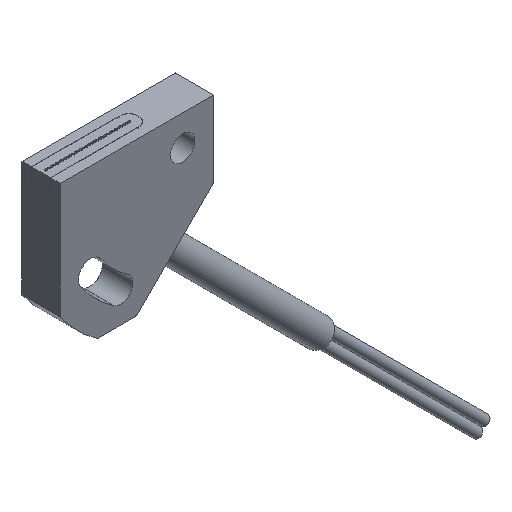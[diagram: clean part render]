
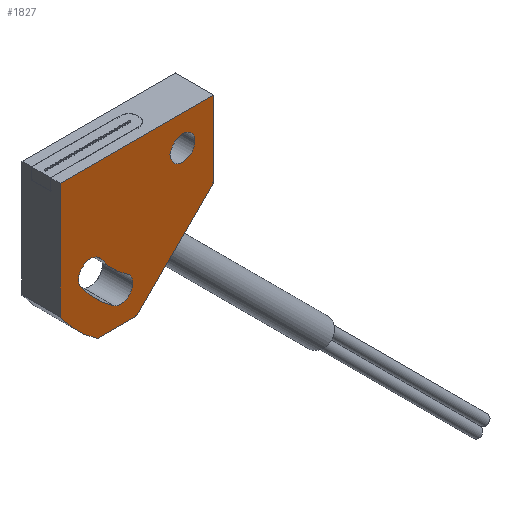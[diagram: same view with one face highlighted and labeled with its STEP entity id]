
A CAD part, isometric view. The second image highlights one B-rep face of the part: STEP entity #1827.
In plain terms, the highlighted planar face has unit normal (0, -1, 0).
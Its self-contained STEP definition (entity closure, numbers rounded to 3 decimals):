
#20 = CARTESIAN_POINT ( 'NONE',  ( -4.691, 0., -1.211 ) ) ;
#87 = VECTOR ( 'NONE', #2943, 1000. ) ;
#117 = DIRECTION ( 'NONE',  ( 1., 0., 0. ) ) ;
#120 = FACE_BOUND ( 'NONE', #1253, .T. ) ;
#123 = DIRECTION ( 'NONE',  ( 0., 1., 0. ) ) ;
#156 = CARTESIAN_POINT ( 'NONE',  ( -10., 0., -5.147 ) ) ;
#163 = VERTEX_POINT ( 'NONE', #3618 ) ;
#225 = ORIENTED_EDGE ( 'NONE', *, *, #3247, .T. ) ;
#235 = CARTESIAN_POINT ( 'NONE',  ( -0.506, 0., -6.017 ) ) ;
#266 = ORIENTED_EDGE ( 'NONE', *, *, #1757, .T. ) ;
#398 = PLANE ( 'NONE',  #2311 ) ;
#414 = EDGE_CURVE ( 'NONE', #974, #792, #523, .T. ) ;
#423 = CARTESIAN_POINT ( 'NONE',  ( 0., 0., 0. ) ) ;
#437 = VERTEX_POINT ( 'NONE', #1763 ) ;
#440 = DIRECTION ( 'NONE',  ( 0., 1., 0. ) ) ;
#445 = CARTESIAN_POINT ( 'NONE',  ( 10., 0., 0. ) ) ;
#472 = CARTESIAN_POINT ( 'NONE',  ( -6.017, 0., -2.106 ) ) ;
#523 = CIRCLE ( 'NONE', #709, 1.6 ) ;
#572 = AXIS2_PLACEMENT_3D ( 'NONE', #472, #2842, #3810 ) ;
#628 = CARTESIAN_POINT ( 'NONE',  ( -7.344, 0., -3.001 ) ) ;
#671 = LINE ( 'NONE', #3088, #2028 ) ;
#673 = ORIENTED_EDGE ( 'NONE', *, *, #708, .F. ) ;
#701 = CARTESIAN_POINT ( 'NONE',  ( 6., 0., 6. ) ) ;
#708 = EDGE_CURVE ( 'NONE', #3481, #3809, #2869, .T. ) ;
#709 = AXIS2_PLACEMENT_3D ( 'NONE', #1567, #2783, #2490 ) ;
#717 = DIRECTION ( 'NONE',  ( -1., 0., 0. ) ) ;
#763 = FACE_BOUND ( 'NONE', #1073, .T. ) ;
#792 = VERTEX_POINT ( 'NONE', #3495 ) ;
#815 = CIRCLE ( 'NONE', #2216, 16.096 ) ;
#866 = LINE ( 'NONE', #3322, #87 ) ;
#878 = AXIS2_PLACEMENT_3D ( 'NONE', #1687, #3207, #1987 ) ;
#884 = DIRECTION ( 'NONE',  ( 0., 1., 0. ) ) ;
#900 = CARTESIAN_POINT ( 'NONE',  ( -5.147, 0., -10. ) ) ;
#938 = CARTESIAN_POINT ( 'NONE',  ( 6., 0., 6. ) ) ;
#953 = DIRECTION ( 'NONE',  ( 0., 1., 0. ) ) ;
#957 = CIRCLE ( 'NONE', #3198, 1.6 ) ;
#974 = VERTEX_POINT ( 'NONE', #235 ) ;
#1017 = LINE ( 'NONE', #1574, #3081 ) ;
#1073 = EDGE_LOOP ( 'NONE', ( #225, #3363, #3102, #1727, #3494 ) ) ;
#1118 = VECTOR ( 'NONE', #2029, 1000. ) ;
#1123 = EDGE_CURVE ( 'NONE', #3809, #1168, #671, .T. ) ;
#1168 = VERTEX_POINT ( 'NONE', #2491 ) ;
#1253 = EDGE_LOOP ( 'NONE', ( #266, #3573 ) ) ;
#1295 = CARTESIAN_POINT ( 'NONE',  ( 6., 0., 6. ) ) ;
#1415 = ORIENTED_EDGE ( 'NONE', *, *, #2896, .F. ) ;
#1418 = EDGE_CURVE ( 'NONE', #3637, #3288, #2855, .T. ) ;
#1449 = VERTEX_POINT ( 'NONE', #1704 ) ;
#1526 = CIRCLE ( 'NONE', #572, 1.6 ) ;
#1567 = CARTESIAN_POINT ( 'NONE',  ( -2.106, 0., -6.017 ) ) ;
#1574 = CARTESIAN_POINT ( 'NONE',  ( 0., 0., -10. ) ) ;
#1616 = DIRECTION ( 'NONE',  ( 0., 1., 0. ) ) ;
#1626 = EDGE_CURVE ( 'NONE', #3288, #163, #866, .T. ) ;
#1658 = EDGE_CURVE ( 'NONE', #3893, #3079, #3089, .T. ) ;
#1687 = CARTESIAN_POINT ( 'NONE',  ( -2.106, 0., -6.017 ) ) ;
#1704 = CARTESIAN_POINT ( 'NONE',  ( 7.6, 0., 6. ) ) ;
#1727 = ORIENTED_EDGE ( 'NONE', *, *, #3330, .T. ) ;
#1757 = EDGE_CURVE ( 'NONE', #437, #1449, #957, .T. ) ;
#1763 = CARTESIAN_POINT ( 'NONE',  ( 4.4, 0., 6. ) ) ;
#1827 = ADVANCED_FACE ( 'NONE', ( #120, #763, #3138 ), #398, .F. ) ;
#1941 = CARTESIAN_POINT ( 'NONE',  ( 10., 0., 10. ) ) ;
#1987 = DIRECTION ( 'NONE',  ( 0.559, 0., 0.829 ) ) ;
#2028 = VECTOR ( 'NONE', #2416, 1000. ) ;
#2029 = DIRECTION ( 'NONE',  ( 0., 0., -1. ) ) ;
#2089 = DIRECTION ( 'NONE',  ( -0.559, 0., -0.829 ) ) ;
#2216 = AXIS2_PLACEMENT_3D ( 'NONE', #701, #123, #2287 ) ;
#2218 = DIRECTION ( 'NONE',  ( -0.572, 0., -0.821 ) ) ;
#2283 = CARTESIAN_POINT ( 'NONE',  ( 6., 0., 6. ) ) ;
#2287 = DIRECTION ( 'NONE',  ( -0.559, 0., -0.829 ) ) ;
#2293 = ORIENTED_EDGE ( 'NONE', *, *, #1626, .F. ) ;
#2311 = AXIS2_PLACEMENT_3D ( 'NONE', #423, #1616, #3205 ) ;
#2405 = VECTOR ( 'NONE', #3554, 1000. ) ;
#2416 = DIRECTION ( 'NONE',  ( 0., 0., 1. ) ) ;
#2459 = DIRECTION ( 'NONE',  ( 0., 1., 0. ) ) ;
#2464 = ORIENTED_EDGE ( 'NONE', *, *, #1123, .F. ) ;
#2490 = DIRECTION ( 'NONE',  ( 0.559, 0., 0.829 ) ) ;
#2491 = CARTESIAN_POINT ( 'NONE',  ( -10., 0., 10. ) ) ;
#2514 = CARTESIAN_POINT ( 'NONE',  ( 10., 0., 10. ) ) ;
#2562 = AXIS2_PLACEMENT_3D ( 'NONE', #1295, #953, #2218 ) ;
#2634 = VERTEX_POINT ( 'NONE', #628 ) ;
#2650 = CARTESIAN_POINT ( 'NONE',  ( -10., 0., 10. ) ) ;
#2661 = CIRCLE ( 'NONE', #878, 1.6 ) ;
#2766 = EDGE_CURVE ( 'NONE', #2634, #3079, #1526, .T. ) ;
#2783 = DIRECTION ( 'NONE',  ( 0., 1., 0. ) ) ;
#2796 = ORIENTED_EDGE ( 'NONE', *, *, #1418, .F. ) ;
#2842 = DIRECTION ( 'NONE',  ( 0., 1., 0. ) ) ;
#2855 = LINE ( 'NONE', #1941, #1118 ) ;
#2869 = CIRCLE ( 'NONE', #2562, 19.5 ) ;
#2896 = EDGE_CURVE ( 'NONE', #1168, #3637, #3575, .T. ) ;
#2943 = DIRECTION ( 'NONE',  ( -0.707, 0., -0.707 ) ) ;
#3013 = CARTESIAN_POINT ( 'NONE',  ( -1.211, 0., -4.691 ) ) ;
#3050 = EDGE_LOOP ( 'NONE', ( #3061, #2293, #2796, #1415, #2464, #673 ) ) ;
#3061 = ORIENTED_EDGE ( 'NONE', *, *, #3680, .F. ) ;
#3079 = VERTEX_POINT ( 'NONE', #20 ) ;
#3081 = VECTOR ( 'NONE', #717, 1000. ) ;
#3088 = CARTESIAN_POINT ( 'NONE',  ( -10., 0., -5.147 ) ) ;
#3089 = CIRCLE ( 'NONE', #3409, 12.896 ) ;
#3102 = ORIENTED_EDGE ( 'NONE', *, *, #1658, .F. ) ;
#3117 = DIRECTION ( 'NONE',  ( -1., 0., 0. ) ) ;
#3138 = FACE_OUTER_BOUND ( 'NONE', #3050, .T. ) ;
#3198 = AXIS2_PLACEMENT_3D ( 'NONE', #938, #2459, #3117 ) ;
#3205 = DIRECTION ( 'NONE',  ( 1., 0., 0. ) ) ;
#3207 = DIRECTION ( 'NONE',  ( 0., 1., 0. ) ) ;
#3247 = EDGE_CURVE ( 'NONE', #792, #2634, #815, .T. ) ;
#3288 = VERTEX_POINT ( 'NONE', #445 ) ;
#3322 = CARTESIAN_POINT ( 'NONE',  ( 10., 0., 0. ) ) ;
#3330 = EDGE_CURVE ( 'NONE', #3893, #974, #2661, .T. ) ;
#3363 = ORIENTED_EDGE ( 'NONE', *, *, #2766, .T. ) ;
#3409 = AXIS2_PLACEMENT_3D ( 'NONE', #3572, #884, #2089 ) ;
#3481 = VERTEX_POINT ( 'NONE', #900 ) ;
#3494 = ORIENTED_EDGE ( 'NONE', *, *, #414, .T. ) ;
#3495 = CARTESIAN_POINT ( 'NONE',  ( -3.001, 0., -7.344 ) ) ;
#3534 = AXIS2_PLACEMENT_3D ( 'NONE', #2283, #440, #117 ) ;
#3536 = CIRCLE ( 'NONE', #3534, 1.6 ) ;
#3554 = DIRECTION ( 'NONE',  ( 1., 0., 0. ) ) ;
#3572 = CARTESIAN_POINT ( 'NONE',  ( 6., 0., 6. ) ) ;
#3573 = ORIENTED_EDGE ( 'NONE', *, *, #3723, .T. ) ;
#3575 = LINE ( 'NONE', #2650, #2405 ) ;
#3618 = CARTESIAN_POINT ( 'NONE',  ( 0., 0., -10. ) ) ;
#3637 = VERTEX_POINT ( 'NONE', #2514 ) ;
#3680 = EDGE_CURVE ( 'NONE', #163, #3481, #1017, .T. ) ;
#3723 = EDGE_CURVE ( 'NONE', #1449, #437, #3536, .T. ) ;
#3809 = VERTEX_POINT ( 'NONE', #156 ) ;
#3810 = DIRECTION ( 'NONE',  ( -0.829, 0., -0.559 ) ) ;
#3893 = VERTEX_POINT ( 'NONE', #3013 ) ;
